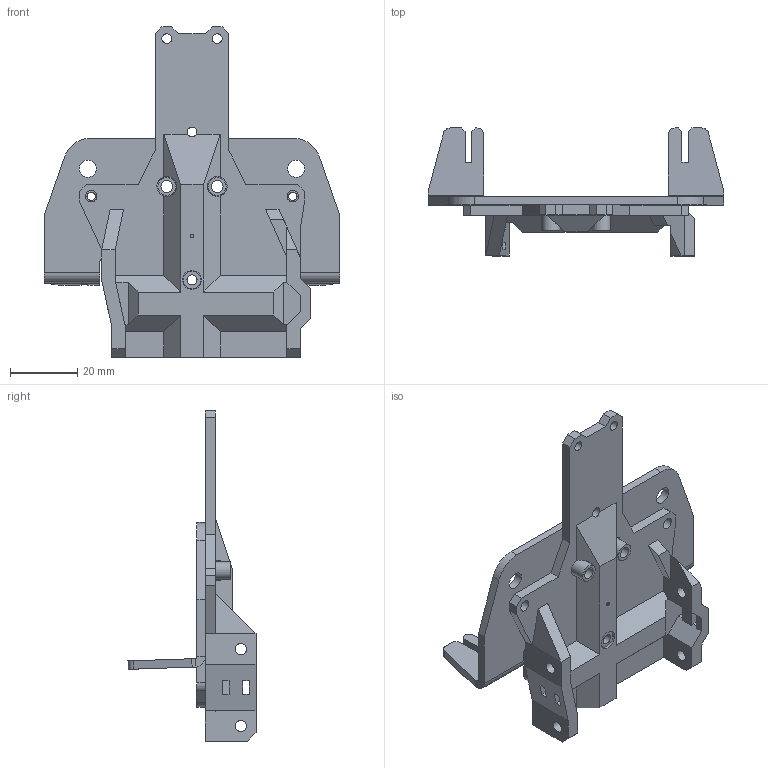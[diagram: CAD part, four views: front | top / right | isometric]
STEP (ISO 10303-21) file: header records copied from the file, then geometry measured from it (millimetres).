
FILE_DESCRIPTION(/* description */ (''),/* implementation_level */ '2;1');
FILE_NAME(/* name */ 'Neptune 3 Pro mounting plate cad.step',/* time_stamp */ '2025-06-03T01:53:22+02:00',/* author */ (''),/* organization */ (''),/* preprocessor_version */ 'ST-DEVELOPER v20.1',/* originating_system */ 'Autodesk Translation Framework v14.10.0.0',/* authorisation */ '');
FILE_SCHEMA (('AUTOMOTIVE_DESIGN { 1 0 10303 214 3 1 1 }'));
Length unit declared in the file: millimetre
Products named in the file (6): NEPTUNE_3_PRO_ASM; ASM0001_ASM; X-AXIS_KIT_ASM; FIXING_PLATE_EXTRUDER_KIT_ASM; FIXING_PLATE_EXTRUDER; Pellet printhead V2 (GB parts) pellet hose right
Assembly tree (5 placements, depth 5):
  NEPTUNE_3_PRO_ASM
    ASM0001_ASM
      X-AXIS_KIT_ASM
        FIXING_PLATE_EXTRUDER_KIT_ASM
          FIXING_PLATE_EXTRUDER
    Pellet printhead V2 (GB parts) pellet hose right
Bounding box: 88 x 38.09 x 98.28 mm (x, y, z)
Volume: 29807.4 mm3; surface area: 22031 mm2
Topology: 2 solids, 2 shells, 194 faces, 550 edges, 360 vertices
Faces by surface type: plane 143, cylinder 51
Full cylindrical faces by diameter (mm): 1 x1, 2.5 x2, 2.9 x3, 3 x1, 3.4 x6, 3.5 x2, 5.1 x2, 5.2 x1, 5.3 x2, 5.6 x1, 5.9 x2, 7.2 x2, 10.9 x2
Entity records: 6498 total; most frequent: CARTESIAN_POINT 1115, ORIENTED_EDGE 1100, DIRECTION 1068, EDGE_CURVE 550, LINE 442, VECTOR 442, VERTEX_POINT 360, AXIS2_PLACEMENT_3D 313
